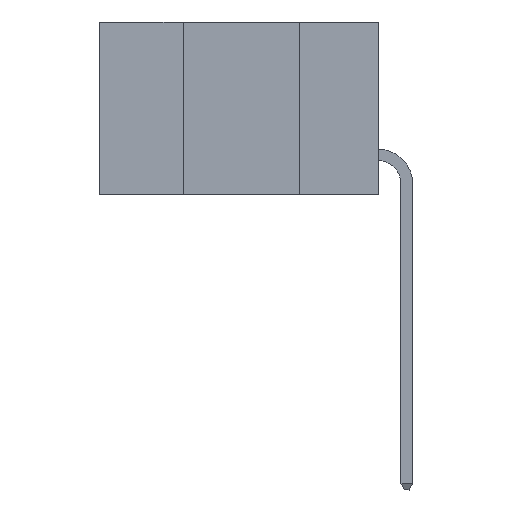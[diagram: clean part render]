
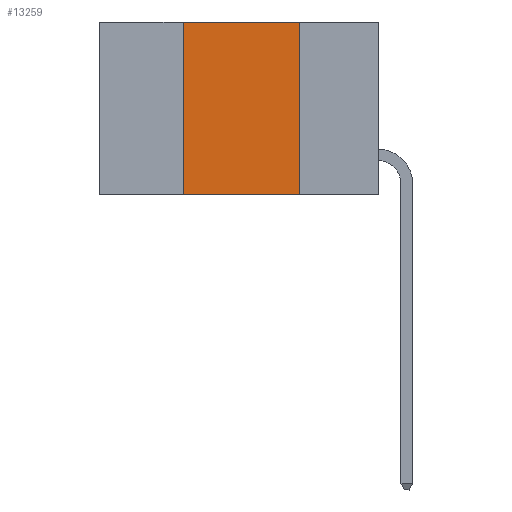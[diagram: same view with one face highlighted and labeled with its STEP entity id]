
A CAD part, left-side view. The second image highlights one B-rep face of the part: STEP entity #13259.
In plain terms, the highlighted planar face has unit normal (-1, 0, 0).
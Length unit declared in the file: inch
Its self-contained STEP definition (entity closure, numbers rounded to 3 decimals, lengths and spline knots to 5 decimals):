
#607 = DIRECTION ( 'NONE',  ( 0., 0., 1. ) ) ;
#1556 = ORIENTED_EDGE ( 'NONE', *, *, #17234, .F. ) ;
#1707 = VERTEX_POINT ( 'NONE', #12672 ) ;
#1967 = AXIS2_PLACEMENT_3D ( 'NONE', #11897, #4948, #7755 ) ;
#2112 = LINE ( 'NONE', #15356, #8458 ) ;
#2779 = ORIENTED_EDGE ( 'NONE', *, *, #9918, .T. ) ;
#4018 = VECTOR ( 'NONE', #11689, 39.37008 ) ;
#4519 = DIRECTION ( 'NONE',  ( 0., -1., 0. ) ) ;
#4948 = DIRECTION ( 'NONE',  ( 1., 0., 0. ) ) ;
#5717 = ORIENTED_EDGE ( 'NONE', *, *, #11071, .F. ) ;
#5835 = CARTESIAN_POINT ( 'NONE',  ( 0., 0.42, 0. ) ) ;
#6181 = CARTESIAN_POINT ( 'NONE',  ( 0., 0.42, -0.37 ) ) ;
#6357 = PLANE ( 'NONE',  #1967 ) ;
#6565 = CARTESIAN_POINT ( 'NONE',  ( 0., 0.17, -0.37 ) ) ;
#7145 = EDGE_CURVE ( 'NONE', #8339, #14167, #2112, .T. ) ;
#7755 = DIRECTION ( 'NONE',  ( 0., 0., -1. ) ) ;
#8339 = VERTEX_POINT ( 'NONE', #5835 ) ;
#8458 = VECTOR ( 'NONE', #4519, 39.37008 ) ;
#8936 = LINE ( 'NONE', #6565, #4018 ) ;
#9918 = EDGE_CURVE ( 'NONE', #13216, #1707, #14114, .T. ) ;
#10614 = CARTESIAN_POINT ( 'NONE',  ( 0., 0.17, 0. ) ) ;
#10939 = ORIENTED_EDGE ( 'NONE', *, *, #7145, .F. ) ;
#11071 = EDGE_CURVE ( 'NONE', #13216, #8339, #13780, .T. ) ;
#11482 = CARTESIAN_POINT ( 'NONE',  ( 0., 0.42, -0.37 ) ) ;
#11563 = CARTESIAN_POINT ( 'NONE',  ( 0., 0.6, -0.37 ) ) ;
#11689 = DIRECTION ( 'NONE',  ( 0., 0., -1. ) ) ;
#11897 = CARTESIAN_POINT ( 'NONE',  ( 0., 0.6, 0. ) ) ;
#12672 = CARTESIAN_POINT ( 'NONE',  ( 0., 0.17, -0.37 ) ) ;
#12958 = FACE_OUTER_BOUND ( 'NONE', #16447, .T. ) ;
#12974 = DIRECTION ( 'NONE',  ( 0., -1., 0. ) ) ;
#13216 = VERTEX_POINT ( 'NONE', #6181 ) ;
#13259 = ADVANCED_FACE ( 'NONE', ( #12958 ), #6357, .F. ) ;
#13780 = LINE ( 'NONE', #11482, #14049 ) ;
#14049 = VECTOR ( 'NONE', #607, 39.37008 ) ;
#14114 = LINE ( 'NONE', #11563, #15173 ) ;
#14167 = VERTEX_POINT ( 'NONE', #10614 ) ;
#15173 = VECTOR ( 'NONE', #12974, 39.37008 ) ;
#15356 = CARTESIAN_POINT ( 'NONE',  ( 0., 0.6, 0. ) ) ;
#16447 = EDGE_LOOP ( 'NONE', ( #1556, #10939, #5717, #2779 ) ) ;
#17234 = EDGE_CURVE ( 'NONE', #14167, #1707, #8936, .T. ) ;
